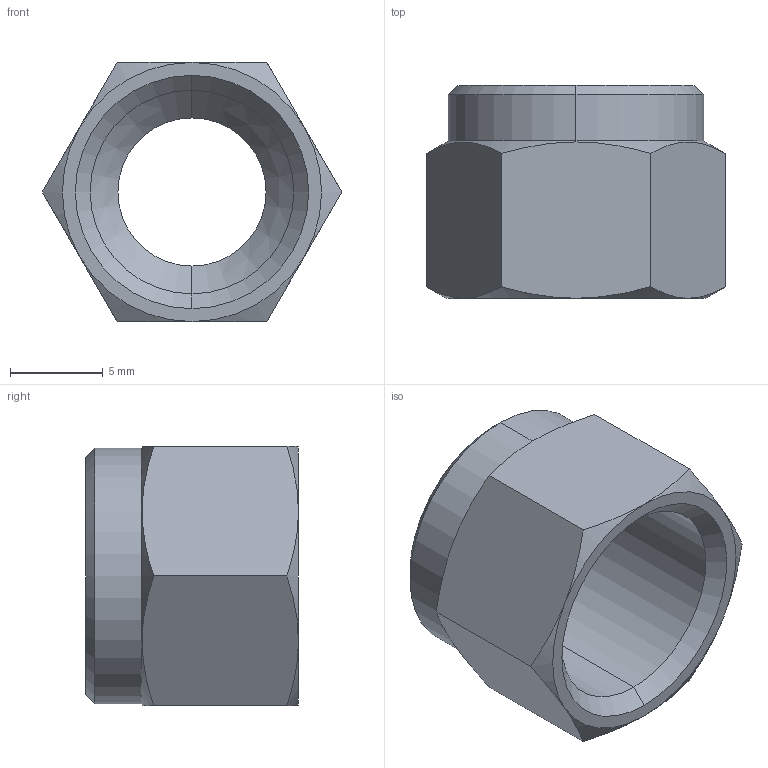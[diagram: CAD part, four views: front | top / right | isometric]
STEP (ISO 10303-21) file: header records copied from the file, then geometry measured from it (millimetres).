
FILE_DESCRIPTION (( 'STEP AP214' ), '1' );
FILE_NAME ('106800001X700A.STEP', '2013-02-25T17:15:24', ( '' ), ( '' ), 'SwSTEP 2.0', 'SolidWorks 2012', '' );
FILE_SCHEMA (( 'AUTOMOTIVE_DESIGN' ));
Length unit declared in the file: millimetre
Products named in the file (1): 106800001X700A
Bounding box: 16.17 x 11.5 x 14 mm (x, y, z)
Volume: 876.7 mm3; surface area: 1081.9 mm2
Topology: 1 solids, 1 shells, 30 faces, 66 edges, 38 vertices
Faces by surface type: cone 16, plane 8, cylinder 6
Entity records: 932 total; most frequent: CARTESIAN_POINT 259, DIRECTION 132, ORIENTED_EDGE 132, EDGE_CURVE 66, AXIS2_PLACEMENT_3D 55, VERTEX_POINT 38, EDGE_LOOP 32, ADVANCED_FACE 30
